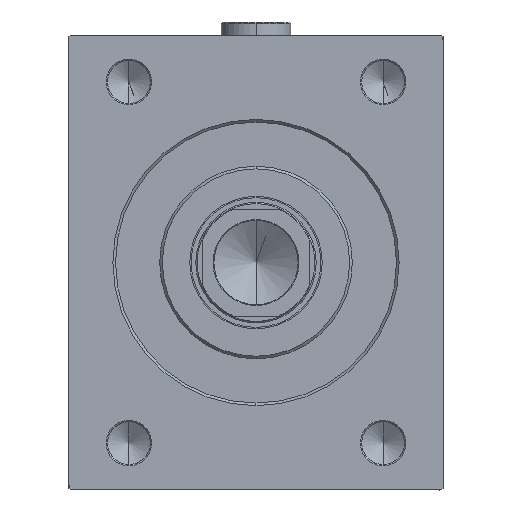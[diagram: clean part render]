
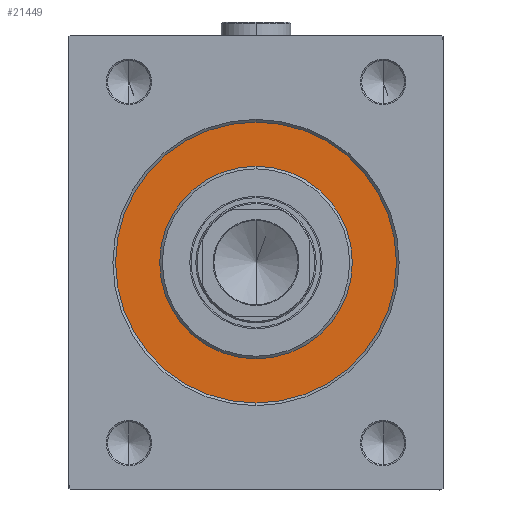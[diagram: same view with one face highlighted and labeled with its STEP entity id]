
A CAD part, left-side view. The second image highlights one B-rep face of the part: STEP entity #21449.
In plain terms, the highlighted face is planar.
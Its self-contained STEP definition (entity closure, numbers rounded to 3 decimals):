
#2730 = EDGE_CURVE ( 'NONE', #10544, #15447, #7302, .T. ) ;
#4910 = VERTEX_POINT ( 'NONE', #27882 ) ;
#4964 = AXIS2_PLACEMENT_3D ( 'NONE', #10999, #39084, #13997 ) ;
#7302 = CIRCLE ( 'NONE', #18346, 36. ) ;
#7905 = EDGE_LOOP ( 'NONE', ( #34218, #43189 ) ) ;
#9443 = ORIENTED_EDGE ( 'NONE', *, *, #19082, .F. ) ;
#10544 = VERTEX_POINT ( 'NONE', #40157 ) ;
#10668 = AXIS2_PLACEMENT_3D ( 'NONE', #41724, #38287, #34804 ) ;
#10999 = CARTESIAN_POINT ( 'NONE',  ( 0., 0., 0. ) ) ;
#11221 = PLANE ( 'NONE',  #4964 ) ;
#11632 = CARTESIAN_POINT ( 'NONE',  ( 0., 0., 0. ) ) ;
#12119 = CIRCLE ( 'NONE', #10668, 52.5 ) ;
#12553 = DIRECTION ( 'NONE',  ( 0., 0., -1. ) ) ;
#13033 = VERTEX_POINT ( 'NONE', #19221 ) ;
#13827 = DIRECTION ( 'NONE',  ( 1., 0., 0. ) ) ;
#13997 = DIRECTION ( 'NONE',  ( 0., 0., 1. ) ) ;
#14508 = DIRECTION ( 'NONE',  ( 0., 0., -1. ) ) ;
#15447 = VERTEX_POINT ( 'NONE', #35119 ) ;
#17292 = CARTESIAN_POINT ( 'NONE',  ( 0., 0., 0. ) ) ;
#18346 = AXIS2_PLACEMENT_3D ( 'NONE', #17292, #13827, #14508 ) ;
#19082 = EDGE_CURVE ( 'NONE', #13033, #4910, #32817, .T. ) ;
#19221 = CARTESIAN_POINT ( 'NONE',  ( 0., 0., 52.5 ) ) ;
#21449 = ADVANCED_FACE ( 'NONE', ( #45534, #38625 ), #11221, .F. ) ;
#27882 = CARTESIAN_POINT ( 'NONE',  ( 0., 0., -52.5 ) ) ;
#29364 = DIRECTION ( 'NONE',  ( 1., 0., 0. ) ) ;
#32817 = CIRCLE ( 'NONE', #38693, 52.5 ) ;
#33786 = DIRECTION ( 'NONE',  ( 0., 0., 1. ) ) ;
#34218 = ORIENTED_EDGE ( 'NONE', *, *, #2730, .F. ) ;
#34804 = DIRECTION ( 'NONE',  ( 0., 0., 1. ) ) ;
#35119 = CARTESIAN_POINT ( 'NONE',  ( 0., 0., -36. ) ) ;
#37828 = AXIS2_PLACEMENT_3D ( 'NONE', #11632, #29364, #12553 ) ;
#37878 = EDGE_CURVE ( 'NONE', #15447, #10544, #38543, .T. ) ;
#38287 = DIRECTION ( 'NONE',  ( -1., 0., 0. ) ) ;
#38543 = CIRCLE ( 'NONE', #37828, 36. ) ;
#38625 = FACE_OUTER_BOUND ( 'NONE', #43782, .T. ) ;
#38693 = AXIS2_PLACEMENT_3D ( 'NONE', #40464, #44133, #33786 ) ;
#39084 = DIRECTION ( 'NONE',  ( -1., 0., 0. ) ) ;
#40157 = CARTESIAN_POINT ( 'NONE',  ( 0., 0., 36. ) ) ;
#40464 = CARTESIAN_POINT ( 'NONE',  ( 0., 0., 0. ) ) ;
#41545 = ORIENTED_EDGE ( 'NONE', *, *, #44262, .F. ) ;
#41724 = CARTESIAN_POINT ( 'NONE',  ( 0., 0., 0. ) ) ;
#43189 = ORIENTED_EDGE ( 'NONE', *, *, #37878, .F. ) ;
#43782 = EDGE_LOOP ( 'NONE', ( #41545, #9443 ) ) ;
#44133 = DIRECTION ( 'NONE',  ( -1., 0., 0. ) ) ;
#44262 = EDGE_CURVE ( 'NONE', #4910, #13033, #12119, .T. ) ;
#45534 = FACE_BOUND ( 'NONE', #7905, .T. ) ;
